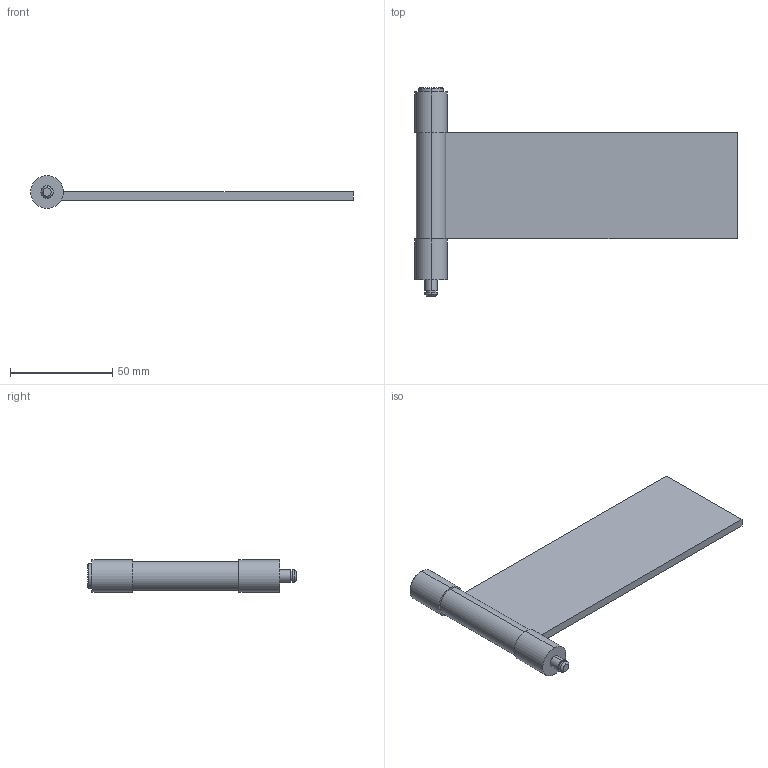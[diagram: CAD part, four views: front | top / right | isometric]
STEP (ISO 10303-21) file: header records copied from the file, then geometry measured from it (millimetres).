
FILE_DESCRIPTION (( 'STEP AP203' ), '1' );
FILE_NAME ('B-1543-B-3.STEP', '2008-12-09T01:40:18', ( ' ' ), ( ' ' ), 'SwSTEP 2.0', 'SolidWorks 2007', '' );
FILE_SCHEMA (( 'CONFIG_CONTROL_DESIGN' ));
Length unit declared in the file: millimetre
Products named in the file (4): B-1543-B-3; B-543-B-3僔儍僼僩__B-99-9; B-543-B-3咁毆A_蹬怮椔; B-543-B-3咁毆B_蹬怮椔
Assembly tree (4 placements, depth 2):
  B-1543-B-3
    B-543-B-3咁毆B_蹬怮椔
    B-543-B-3咁毆A_蹬怮椔  x2
    B-543-B-3僔儍僼僩__B-99-9
Bounding box: 158 x 102 x 16 mm (x, y, z)
Volume: 46468 mm3; surface area: 25309.7 mm2
Topology: 4 solids, 4 shells, 39 faces, 80 edges, 52 vertices
Faces by surface type: cylinder 21, plane 14, cone 4
Entity records: 1342 total; most frequent: DIRECTION 186, CARTESIAN_POINT 152, ORIENTED_EDGE 136, AXIS2_PLACEMENT_3D 78, EDGE_CURVE 68, VERTEX_POINT 44, EDGE_LOOP 40, CIRCLE 38
